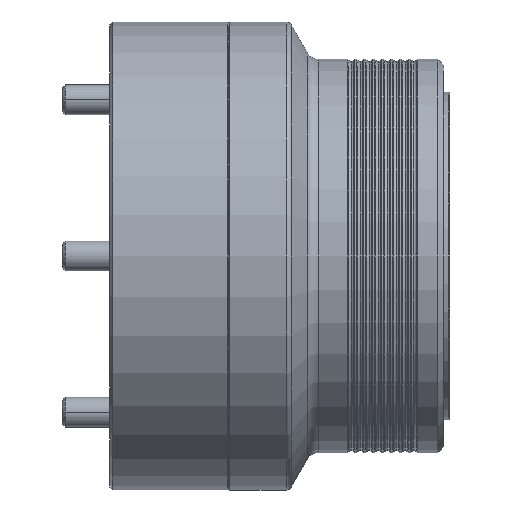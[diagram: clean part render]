
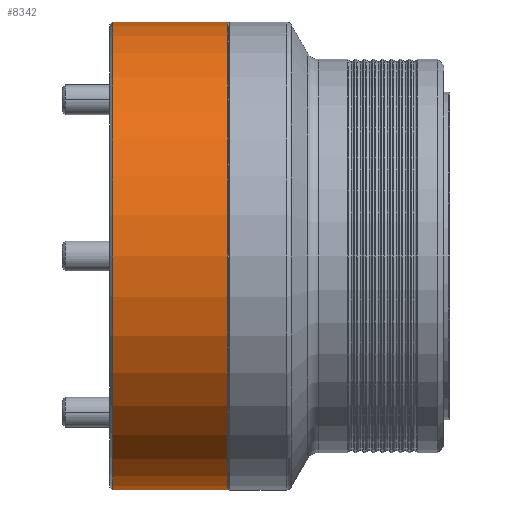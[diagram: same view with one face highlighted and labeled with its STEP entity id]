
A CAD part, front view. The second image highlights one B-rep face of the part: STEP entity #8342.
In plain terms, the highlighted cylindrical face has radius 78.5 mm (diameter 157 mm), a partial arc.
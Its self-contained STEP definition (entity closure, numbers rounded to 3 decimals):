
#228 = DIRECTION ( 'NONE',  ( 0., 0., 1. ) ) ;
#675 = VERTEX_POINT ( 'NONE', #9093 ) ;
#775 = VERTEX_POINT ( 'NONE', #5753 ) ;
#1558 = CIRCLE ( 'NONE', #4695, 78.5 ) ;
#1709 = DIRECTION ( 'NONE',  ( 1., 0., 0. ) ) ;
#2366 = LINE ( 'NONE', #3241, #10044 ) ;
#2708 = CARTESIAN_POINT ( 'NONE',  ( 1., 0., -78.5 ) ) ;
#3241 = CARTESIAN_POINT ( 'NONE',  ( -8.37, 0., 78.5 ) ) ;
#3450 = CYLINDRICAL_SURFACE ( 'NONE', #4947, 78.5 ) ;
#3849 = VERTEX_POINT ( 'NONE', #2708 ) ;
#3951 = FACE_OUTER_BOUND ( 'NONE', #7588, .T. ) ;
#4057 = EDGE_CURVE ( 'NONE', #675, #775, #8883, .T. ) ;
#4429 = DIRECTION ( 'NONE',  ( 0., 0., 1. ) ) ;
#4555 = ORIENTED_EDGE ( 'NONE', *, *, #7344, .T. ) ;
#4569 = VERTEX_POINT ( 'NONE', #6990 ) ;
#4607 = CARTESIAN_POINT ( 'NONE',  ( 39.5, 0., 0. ) ) ;
#4695 = AXIS2_PLACEMENT_3D ( 'NONE', #6468, #1709, #7239 ) ;
#4730 = EDGE_CURVE ( 'NONE', #4569, #3849, #1558, .T. ) ;
#4881 = DIRECTION ( 'NONE',  ( -1., 0., 0. ) ) ;
#4892 = AXIS2_PLACEMENT_3D ( 'NONE', #4607, #10127, #228 ) ;
#4947 = AXIS2_PLACEMENT_3D ( 'NONE', #7610, #6824, #4429 ) ;
#5205 = VECTOR ( 'NONE', #4881, 1000. ) ;
#5679 = ORIENTED_EDGE ( 'NONE', *, *, #6701, .F. ) ;
#5753 = CARTESIAN_POINT ( 'NONE',  ( 39.5, 0., 78.5 ) ) ;
#5979 = ORIENTED_EDGE ( 'NONE', *, *, #4730, .T. ) ;
#6468 = CARTESIAN_POINT ( 'NONE',  ( 1., 0., 0. ) ) ;
#6701 = EDGE_CURVE ( 'NONE', #675, #3849, #7300, .T. ) ;
#6824 = DIRECTION ( 'NONE',  ( -1., 0., 0. ) ) ;
#6990 = CARTESIAN_POINT ( 'NONE',  ( 1., 0., 78.5 ) ) ;
#7049 = ORIENTED_EDGE ( 'NONE', *, *, #4057, .T. ) ;
#7222 = DIRECTION ( 'NONE',  ( -1., 0., 0. ) ) ;
#7239 = DIRECTION ( 'NONE',  ( 0., 0., -1. ) ) ;
#7300 = LINE ( 'NONE', #9618, #5205 ) ;
#7344 = EDGE_CURVE ( 'NONE', #775, #4569, #2366, .T. ) ;
#7588 = EDGE_LOOP ( 'NONE', ( #5679, #7049, #4555, #5979 ) ) ;
#7610 = CARTESIAN_POINT ( 'NONE',  ( -8.37, 0., 0. ) ) ;
#8342 = ADVANCED_FACE ( 'NONE', ( #3951 ), #3450, .T. ) ;
#8883 = CIRCLE ( 'NONE', #4892, 78.5 ) ;
#9093 = CARTESIAN_POINT ( 'NONE',  ( 39.5, 0., -78.5 ) ) ;
#9618 = CARTESIAN_POINT ( 'NONE',  ( -8.37, 0., -78.5 ) ) ;
#10044 = VECTOR ( 'NONE', #7222, 1000. ) ;
#10127 = DIRECTION ( 'NONE',  ( -1., 0., 0. ) ) ;
